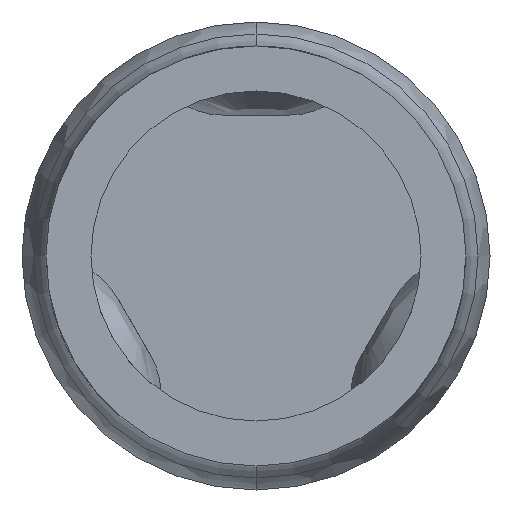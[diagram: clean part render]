
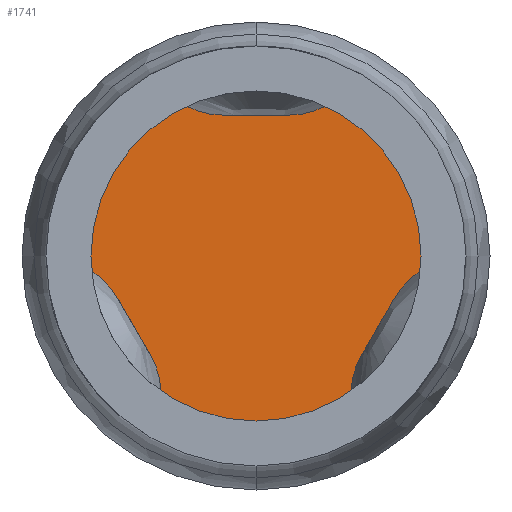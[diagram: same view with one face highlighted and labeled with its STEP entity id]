
A CAD part, front view. The second image highlights one B-rep face of the part: STEP entity #1741.
In plain terms, the highlighted planar face has unit normal (0, -1, 0).
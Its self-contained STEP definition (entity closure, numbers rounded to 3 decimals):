
#378 = CARTESIAN_POINT ( 'NONE',  ( 0., -27.781, 0. ) ) ;
#711 = ORIENTED_EDGE ( 'NONE', *, *, #1195, .T. ) ;
#778 = VERTEX_POINT ( 'NONE', #2039 ) ;
#855 = AXIS2_PLACEMENT_3D ( 'NONE', #1054, #4295, #5096 ) ;
#1054 = CARTESIAN_POINT ( 'NONE',  ( 0., -27.781, 0. ) ) ;
#1195 = EDGE_CURVE ( 'Defeature ausgef�hrt1_41+Defeature ausgef�hrt1_25+Defeature ausgef�hrt1_25+Defeature ausgef�hrt1_25', #3881, #778, #3548, .T. ) ;
#1439 = PLANE ( 'NONE',  #855 ) ;
#1741 = ADVANCED_FACE ( 'Defeature ausgef�hrt1_41', ( #2126 ), #1439, .T. ) ;
#2011 = EDGE_LOOP ( 'NONE', ( #2173, #711 ) ) ;
#2039 = CARTESIAN_POINT ( 'NONE',  ( 0., -27.781, 0.278 ) ) ;
#2126 = FACE_OUTER_BOUND ( 'NONE', #2011, .T. ) ;
#2149 = AXIS2_PLACEMENT_3D ( 'NONE', #2307, #4002, #5207 ) ;
#2173 = ORIENTED_EDGE ( 'NONE', *, *, #5107, .T. ) ;
#2307 = CARTESIAN_POINT ( 'NONE',  ( 0., -27.781, 0. ) ) ;
#2577 = CIRCLE ( 'NONE', #2943, 0.278 ) ;
#2943 = AXIS2_PLACEMENT_3D ( 'NONE', #378, #4417, #4811 ) ;
#3548 = CIRCLE ( 'NONE', #2149, 0.278 ) ;
#3881 = VERTEX_POINT ( 'NONE', #4389 ) ;
#4002 = DIRECTION ( 'NONE',  ( 0., -1., 0. ) ) ;
#4295 = DIRECTION ( 'NONE',  ( 0., -1., 0. ) ) ;
#4389 = CARTESIAN_POINT ( 'NONE',  ( 0., -27.781, -0.278 ) ) ;
#4417 = DIRECTION ( 'NONE',  ( 0., -1., 0. ) ) ;
#4811 = DIRECTION ( 'NONE',  ( 0., 0., 1. ) ) ;
#5096 = DIRECTION ( 'NONE',  ( 0., 0., -1. ) ) ;
#5107 = EDGE_CURVE ( 'Defeature ausgef�hrt1_41+Defeature ausgef�hrt1_25+Defeature ausgef�hrt1_25+Defeature ausgef�hrt1_25', #778, #3881, #2577, .T. ) ;
#5207 = DIRECTION ( 'NONE',  ( 0., 0., 1. ) ) ;
